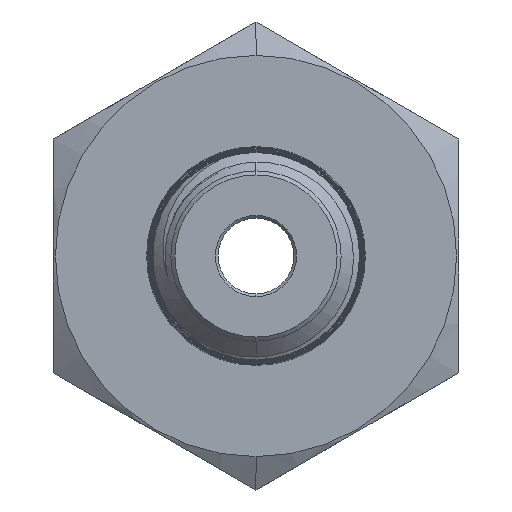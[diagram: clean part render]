
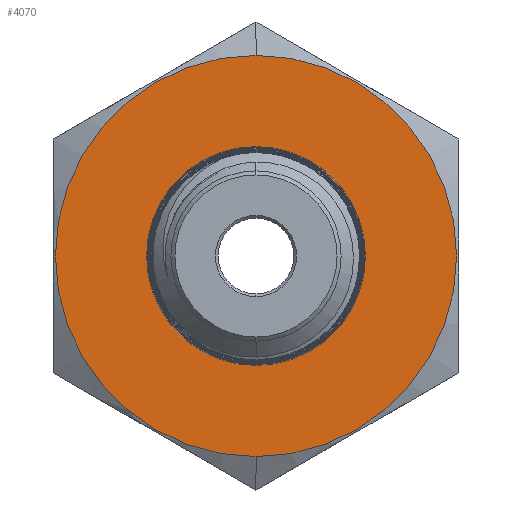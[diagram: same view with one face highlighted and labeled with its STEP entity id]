
A CAD part, left-side view. The second image highlights one B-rep face of the part: STEP entity #4070.
In plain terms, the highlighted planar face has unit normal (-1, 0, 0).
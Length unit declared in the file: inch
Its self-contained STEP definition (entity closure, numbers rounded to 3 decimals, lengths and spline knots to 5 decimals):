
#134 = ORIENTED_EDGE ( 'NONE', *, *, #6305, .F. ) ;
#502 = AXIS2_PLACEMENT_3D ( 'NONE', #6332, #7589, #5189 ) ;
#525 = AXIS2_PLACEMENT_3D ( 'NONE', #1568, #7296, #536 ) ;
#536 = DIRECTION ( 'NONE',  ( 0., 0., 1. ) ) ;
#1286 = AXIS2_PLACEMENT_3D ( 'NONE', #10018, #14559, #7592 ) ;
#1568 = CARTESIAN_POINT ( 'NONE',  ( -1.1195, 0., 0. ) ) ;
#1617 = VERTEX_POINT ( 'NONE', #12213 ) ;
#1815 = VERTEX_POINT ( 'NONE', #3527 ) ;
#1894 = AXIS2_PLACEMENT_3D ( 'NONE', #13394, #6373, #13344 ) ;
#2088 = FACE_BOUND ( 'NONE', #7232, .T. ) ;
#2166 = AXIS2_PLACEMENT_3D ( 'NONE', #13920, #11533, #3538 ) ;
#3527 = CARTESIAN_POINT ( 'NONE',  ( -1.1195, 0., 0.27 ) ) ;
#3538 = DIRECTION ( 'NONE',  ( 0., 0., 1. ) ) ;
#3849 = CIRCLE ( 'NONE', #525, 0.495 ) ;
#4070 = ADVANCED_FACE ( 'NONE', ( #2088, #7515 ), #6382, .T. ) ;
#4682 = VERTEX_POINT ( 'NONE', #12759 ) ;
#5165 = ORIENTED_EDGE ( 'NONE', *, *, #9870, .T. ) ;
#5189 = DIRECTION ( 'NONE',  ( 0., 0., 1. ) ) ;
#5323 = EDGE_LOOP ( 'NONE', ( #14084, #5165 ) ) ;
#5652 = CIRCLE ( 'NONE', #1286, 0.495 ) ;
#6305 = EDGE_CURVE ( 'NONE', #1617, #1815, #13850, .T. ) ;
#6332 = CARTESIAN_POINT ( 'NONE',  ( -1.1195, 0., -0.27 ) ) ;
#6373 = DIRECTION ( 'NONE',  ( -1., 0., 0. ) ) ;
#6382 = PLANE ( 'NONE',  #502 ) ;
#6946 = CARTESIAN_POINT ( 'NONE',  ( -1.1195, 0., 0.495 ) ) ;
#7232 = EDGE_LOOP ( 'NONE', ( #7601, #134 ) ) ;
#7296 = DIRECTION ( 'NONE',  ( -1., 0., 0. ) ) ;
#7515 = FACE_OUTER_BOUND ( 'NONE', #5323, .T. ) ;
#7589 = DIRECTION ( 'NONE',  ( -1., 0., 0. ) ) ;
#7592 = DIRECTION ( 'NONE',  ( 0., 0., 1. ) ) ;
#7601 = ORIENTED_EDGE ( 'NONE', *, *, #10072, .F. ) ;
#8503 = EDGE_CURVE ( 'NONE', #11211, #4682, #3849, .T. ) ;
#9806 = CIRCLE ( 'NONE', #2166, 0.27 ) ;
#9870 = EDGE_CURVE ( 'NONE', #4682, #11211, #5652, .T. ) ;
#10018 = CARTESIAN_POINT ( 'NONE',  ( -1.1195, 0., 0. ) ) ;
#10072 = EDGE_CURVE ( 'NONE', #1815, #1617, #9806, .T. ) ;
#11211 = VERTEX_POINT ( 'NONE', #6946 ) ;
#11533 = DIRECTION ( 'NONE',  ( -1., 0., 0. ) ) ;
#12213 = CARTESIAN_POINT ( 'NONE',  ( -1.1195, 0., -0.27 ) ) ;
#12759 = CARTESIAN_POINT ( 'NONE',  ( -1.1195, 0., -0.495 ) ) ;
#13344 = DIRECTION ( 'NONE',  ( 0., 0., 1. ) ) ;
#13394 = CARTESIAN_POINT ( 'NONE',  ( -1.1195, 0., 0. ) ) ;
#13850 = CIRCLE ( 'NONE', #1894, 0.27 ) ;
#13920 = CARTESIAN_POINT ( 'NONE',  ( -1.1195, 0., 0. ) ) ;
#14084 = ORIENTED_EDGE ( 'NONE', *, *, #8503, .T. ) ;
#14559 = DIRECTION ( 'NONE',  ( -1., 0., 0. ) ) ;
